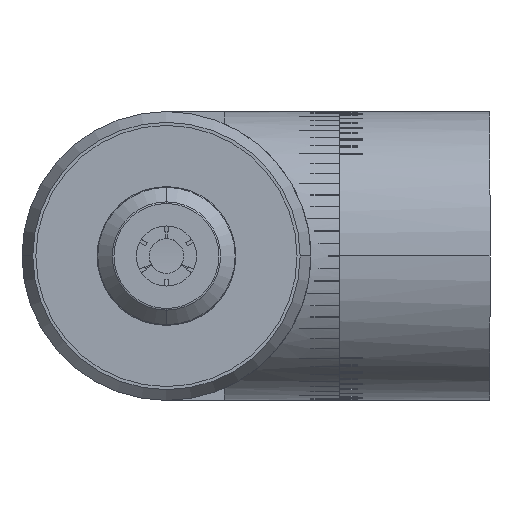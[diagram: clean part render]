
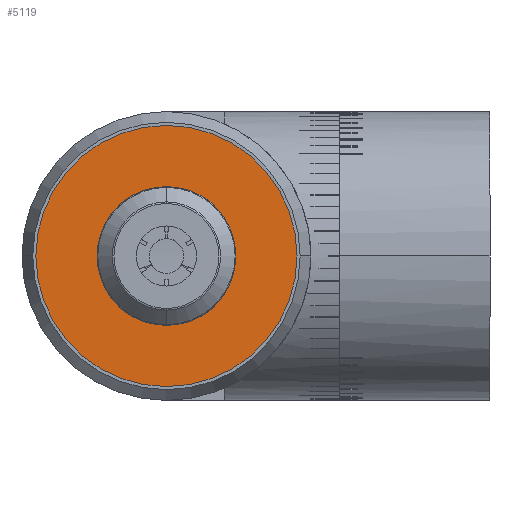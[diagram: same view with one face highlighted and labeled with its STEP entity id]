
A CAD part, left-side view. The second image highlights one B-rep face of the part: STEP entity #5119.
In plain terms, the highlighted planar face has unit normal (-1, 0, 0).
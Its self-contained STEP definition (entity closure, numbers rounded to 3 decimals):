
#5099 = ORIENTED_EDGE ( 'NONE', *, *, #5593, .T. ) ;
#5101 = VERTEX_POINT ( 'NONE', #12117 ) ;
#5102 = VERTEX_POINT ( 'NONE', #12118 ) ;
#5117 = EDGE_CURVE ( 'NONE', #5209, #5394, #12165, .T. ) ;
#5119 = ADVANCED_FACE ( 'NONE', ( #12172, #12091 ), #12102, .T. ) ;
#5127 = EDGE_CURVE ( 'NONE', #5101, #5102, #12218, .T. ) ;
#5133 = EDGE_CURVE ( 'NONE', #5102, #5101, #12194, .T. ) ;
#5134 = ORIENTED_EDGE ( 'NONE', *, *, #5117, .T. ) ;
#5135 = EDGE_LOOP ( 'NONE', ( #5136, #5139 ) ) ;
#5136 = ORIENTED_EDGE ( 'NONE', *, *, #5127, .F. ) ;
#5139 = ORIENTED_EDGE ( 'NONE', *, *, #5133, .F. ) ;
#5150 = EDGE_LOOP ( 'NONE', ( #5099, #5134 ) ) ;
#5209 = VERTEX_POINT ( 'NONE', #12137 ) ;
#5394 = VERTEX_POINT ( 'NONE', #12485 ) ;
#5593 = EDGE_CURVE ( 'NONE', #5394, #5209, #12925, .T. ) ;
#12091 = FACE_BOUND ( 'NONE', #5135, .T. ) ;
#12102 = PLANE ( 'NONE',  #12169 ) ;
#12117 = CARTESIAN_POINT ( 'NONE',  ( -71., 0., -5.3 ) ) ;
#12118 = CARTESIAN_POINT ( 'NONE',  ( -71., 0., 5.3 ) ) ;
#12137 = CARTESIAN_POINT ( 'NONE',  ( -71., 0., -11.3 ) ) ;
#12155 = DIRECTION ( 'NONE',  ( 0., 0., 1. ) ) ;
#12156 = DIRECTION ( 'NONE',  ( -1., 0., 0. ) ) ;
#12161 = DIRECTION ( 'NONE',  ( 0., 0., 1. ) ) ;
#12162 = DIRECTION ( 'NONE',  ( -1., 0., 0. ) ) ;
#12163 = CARTESIAN_POINT ( 'NONE',  ( -71., 0., 0. ) ) ;
#12164 = AXIS2_PLACEMENT_3D ( 'NONE', #12163, #12162, #12161 ) ;
#12165 = CIRCLE ( 'NONE', #12164, 11.3 ) ;
#12166 = CARTESIAN_POINT ( 'NONE',  ( -71., 0., 0. ) ) ;
#12169 = AXIS2_PLACEMENT_3D ( 'NONE', #12166, #12156, #12155 ) ;
#12172 = FACE_OUTER_BOUND ( 'NONE', #5150, .T. ) ;
#12190 = DIRECTION ( 'NONE',  ( 0., 0., 1. ) ) ;
#12191 = DIRECTION ( 'NONE',  ( -1., 0., 0. ) ) ;
#12192 = CARTESIAN_POINT ( 'NONE',  ( -71., 0., 0. ) ) ;
#12193 = AXIS2_PLACEMENT_3D ( 'NONE', #12192, #12191, #12190 ) ;
#12194 = CIRCLE ( 'NONE', #12193, 5.3 ) ;
#12203 = DIRECTION ( 'NONE',  ( 0., 0., 1. ) ) ;
#12204 = DIRECTION ( 'NONE',  ( -1., 0., 0. ) ) ;
#12205 = AXIS2_PLACEMENT_3D ( 'NONE', #12206, #12204, #12203 ) ;
#12206 = CARTESIAN_POINT ( 'NONE',  ( -71., 0., 0. ) ) ;
#12218 = CIRCLE ( 'NONE', #12205, 5.3 ) ;
#12485 = CARTESIAN_POINT ( 'NONE',  ( -71., 0., 11.3 ) ) ;
#12925 = CIRCLE ( 'NONE', #13017, 11.3 ) ;
#12998 = CARTESIAN_POINT ( 'NONE',  ( -71., 0., 0. ) ) ;
#13015 = DIRECTION ( 'NONE',  ( 0., 0., 1. ) ) ;
#13016 = DIRECTION ( 'NONE',  ( -1., 0., 0. ) ) ;
#13017 = AXIS2_PLACEMENT_3D ( 'NONE', #12998, #13016, #13015 ) ;
